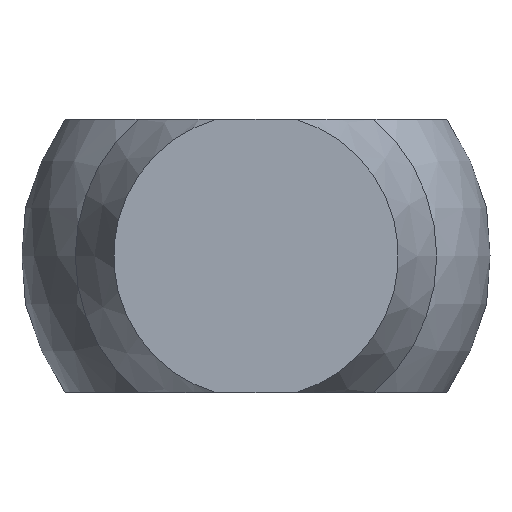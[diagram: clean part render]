
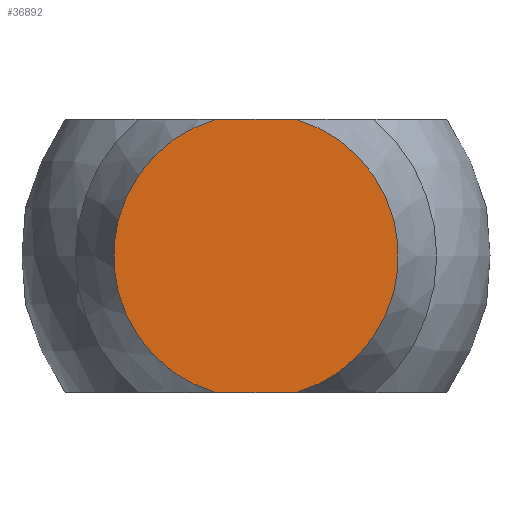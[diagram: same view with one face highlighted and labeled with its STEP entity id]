
A CAD part, left-side view. The second image highlights one B-rep face of the part: STEP entity #36892.
In plain terms, the highlighted planar face has unit normal (-1, 0, 0).
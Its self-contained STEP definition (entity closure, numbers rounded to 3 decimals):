
#722 = PLANE('',#723);
#723 = AXIS2_PLACEMENT_3D('',#724,#725,#726);
#724 = CARTESIAN_POINT('',(0.,-6.25,2.5));
#725 = DIRECTION('',(0.,0.,1.));
#726 = DIRECTION('',(0.,1.,0.));
#33824 = VERTEX_POINT('',#33825);
#33825 = CARTESIAN_POINT('',(-100.,-0.714,2.5));
#33839 = CONICAL_SURFACE('',#33840,2.95,0.391);
#33840 = AXIS2_PLACEMENT_3D('',#33841,#33842,#33843);
#33841 = CARTESIAN_POINT('',(-99.15,0.,0.));
#33842 = DIRECTION('',(1.,0.,0.));
#33843 = DIRECTION('',(0.,-1.,0.));
#34286 = VERTEX_POINT('',#34287);
#34287 = CARTESIAN_POINT('',(-100.,0.714,2.5));
#34301 = CONICAL_SURFACE('',#34302,2.95,0.391);
#34302 = AXIS2_PLACEMENT_3D('',#34303,#34304,#34305);
#34303 = CARTESIAN_POINT('',(-99.15,0.,0.));
#34304 = DIRECTION('',(1.,0.,0.));
#34305 = DIRECTION('',(-0.,1.,0.));
#34335 = EDGE_CURVE('',#34286,#33824,#34336,.T.);
#34336 = SURFACE_CURVE('',#34337,(#34341,#34348),.PCURVE_S1.);
#34337 = LINE('',#34338,#34339);
#34338 = CARTESIAN_POINT('',(-100.,-1.475,2.5));
#34339 = VECTOR('',#34340,1.);
#34340 = DIRECTION('',(0.,-1.,0.));
#34341 = PCURVE('',#722,#34342);
#34342 = DEFINITIONAL_REPRESENTATION('',(#34343),#34347);
#34343 = LINE('',#34344,#34345);
#34344 = CARTESIAN_POINT('',(4.775,100.));
#34345 = VECTOR('',#34346,1.);
#34346 = DIRECTION('',(-1.,0.));
#34347 = ( GEOMETRIC_REPRESENTATION_CONTEXT(2) 
PARAMETRIC_REPRESENTATION_CONTEXT() REPRESENTATION_CONTEXT('2D SPACE',''
  ) );
#34348 = PCURVE('',#34349,#34354);
#34349 = PLANE('',#34350);
#34350 = AXIS2_PLACEMENT_3D('',#34351,#34352,#34353);
#34351 = CARTESIAN_POINT('',(-100.,3.3,0.));
#34352 = DIRECTION('',(-1.,0.,0.));
#34353 = DIRECTION('',(0.,0.,1.));
#34354 = DEFINITIONAL_REPRESENTATION('',(#34355),#34359);
#34355 = LINE('',#34356,#34357);
#34356 = CARTESIAN_POINT('',(2.5,-4.775));
#34357 = VECTOR('',#34358,1.);
#34358 = DIRECTION('',(0.,-1.));
#34359 = ( GEOMETRIC_REPRESENTATION_CONTEXT(2) 
PARAMETRIC_REPRESENTATION_CONTEXT() REPRESENTATION_CONTEXT('2D SPACE',''
  ) );
#35569 = PLANE('',#35570);
#35570 = AXIS2_PLACEMENT_3D('',#35571,#35572,#35573);
#35571 = CARTESIAN_POINT('',(0.,6.25,-2.5));
#35572 = DIRECTION('',(0.,0.,-1.));
#35573 = DIRECTION('',(0.,-1.,0.));
#35934 = VERTEX_POINT('',#35935);
#35935 = CARTESIAN_POINT('',(-100.,-0.714,-2.5));
#35980 = EDGE_CURVE('',#35934,#35981,#35983,.T.);
#35981 = VERTEX_POINT('',#35982);
#35982 = CARTESIAN_POINT('',(-100.,0.714,-2.5));
#35983 = SURFACE_CURVE('',#35984,(#35988,#35995),.PCURVE_S1.);
#35984 = LINE('',#35985,#35986);
#35985 = CARTESIAN_POINT('',(-100.,4.775,-2.5));
#35986 = VECTOR('',#35987,1.);
#35987 = DIRECTION('',(0.,1.,0.));
#35988 = PCURVE('',#35569,#35989);
#35989 = DEFINITIONAL_REPRESENTATION('',(#35990),#35994);
#35990 = LINE('',#35991,#35992);
#35991 = CARTESIAN_POINT('',(1.475,100.));
#35992 = VECTOR('',#35993,1.);
#35993 = DIRECTION('',(-1.,-0.));
#35994 = ( GEOMETRIC_REPRESENTATION_CONTEXT(2) 
PARAMETRIC_REPRESENTATION_CONTEXT() REPRESENTATION_CONTEXT('2D SPACE',''
  ) );
#35995 = PCURVE('',#34349,#35996);
#35996 = DEFINITIONAL_REPRESENTATION('',(#35997),#36001);
#35997 = LINE('',#35998,#35999);
#35998 = CARTESIAN_POINT('',(-2.5,1.475));
#35999 = VECTOR('',#36000,1.);
#36000 = DIRECTION('',(0.,1.));
#36001 = ( GEOMETRIC_REPRESENTATION_CONTEXT(2) 
PARAMETRIC_REPRESENTATION_CONTEXT() REPRESENTATION_CONTEXT('2D SPACE',''
  ) );
#36867 = EDGE_CURVE('',#33824,#35934,#36868,.T.);
#36868 = SURFACE_CURVE('',#36869,(#36874,#36881),.PCURVE_S1.);
#36869 = CIRCLE('',#36870,2.6);
#36870 = AXIS2_PLACEMENT_3D('',#36871,#36872,#36873);
#36871 = CARTESIAN_POINT('',(-100.,0.,0.));
#36872 = DIRECTION('',(1.,0.,0.));
#36873 = DIRECTION('',(0.,-1.,0.));
#36874 = PCURVE('',#33839,#36875);
#36875 = DEFINITIONAL_REPRESENTATION('',(#36876),#36880);
#36876 = LINE('',#36877,#36878);
#36877 = CARTESIAN_POINT('',(-6.283,-0.85));
#36878 = VECTOR('',#36879,1.);
#36879 = DIRECTION('',(1.,0.));
#36880 = ( GEOMETRIC_REPRESENTATION_CONTEXT(2) 
PARAMETRIC_REPRESENTATION_CONTEXT() REPRESENTATION_CONTEXT('2D SPACE',''
  ) );
#36881 = PCURVE('',#34349,#36882);
#36882 = DEFINITIONAL_REPRESENTATION('',(#36883),#36891);
#36883 = ( BOUNDED_CURVE() B_SPLINE_CURVE(2,(#36884,#36885,#36886,#36887
    ,#36888,#36889,#36890),.UNSPECIFIED.,.T.,.F.) 
B_SPLINE_CURVE_WITH_KNOTS((1,2,2,2,2,1),(-2.094,0.,
    2.094,4.189,6.283,8.378),
.UNSPECIFIED.) CURVE() GEOMETRIC_REPRESENTATION_ITEM() 
RATIONAL_B_SPLINE_CURVE((1.,0.5,1.,0.5,1.,0.5,1.)) REPRESENTATION_ITEM(
  '') );
#36884 = CARTESIAN_POINT('',(0.,-5.9));
#36885 = CARTESIAN_POINT('',(-4.503,-5.9));
#36886 = CARTESIAN_POINT('',(-2.252,-2.));
#36887 = CARTESIAN_POINT('',(0.,1.9));
#36888 = CARTESIAN_POINT('',(2.252,-2.));
#36889 = CARTESIAN_POINT('',(4.503,-5.9));
#36890 = CARTESIAN_POINT('',(0.,-5.9));
#36891 = ( GEOMETRIC_REPRESENTATION_CONTEXT(2) 
PARAMETRIC_REPRESENTATION_CONTEXT() REPRESENTATION_CONTEXT('2D SPACE',''
  ) );
#36892 = ADVANCED_FACE('',(#36893),#34349,.T.);
#36893 = FACE_BOUND('',#36894,.T.);
#36894 = EDGE_LOOP('',(#36895,#36896,#36897,#36923));
#36895 = ORIENTED_EDGE('',*,*,#36867,.F.);
#36896 = ORIENTED_EDGE('',*,*,#34335,.F.);
#36897 = ORIENTED_EDGE('',*,*,#36898,.F.);
#36898 = EDGE_CURVE('',#35981,#34286,#36899,.T.);
#36899 = SURFACE_CURVE('',#36900,(#36905,#36916),.PCURVE_S1.);
#36900 = CIRCLE('',#36901,2.6);
#36901 = AXIS2_PLACEMENT_3D('',#36902,#36903,#36904);
#36902 = CARTESIAN_POINT('',(-100.,0.,0.));
#36903 = DIRECTION('',(1.,0.,0.));
#36904 = DIRECTION('',(-0.,1.,0.));
#36905 = PCURVE('',#34349,#36906);
#36906 = DEFINITIONAL_REPRESENTATION('',(#36907),#36915);
#36907 = ( BOUNDED_CURVE() B_SPLINE_CURVE(2,(#36908,#36909,#36910,#36911
    ,#36912,#36913,#36914),.UNSPECIFIED.,.T.,.F.) 
B_SPLINE_CURVE_WITH_KNOTS((1,2,2,2,2,1),(-2.094,0.,
    2.094,4.189,6.283,8.378),
.UNSPECIFIED.) CURVE() GEOMETRIC_REPRESENTATION_ITEM() 
RATIONAL_B_SPLINE_CURVE((1.,0.5,1.,0.5,1.,0.5,1.)) REPRESENTATION_ITEM(
  '') );
#36908 = CARTESIAN_POINT('',(0.,-0.7));
#36909 = CARTESIAN_POINT('',(4.503,-0.7));
#36910 = CARTESIAN_POINT('',(2.252,-4.6));
#36911 = CARTESIAN_POINT('',(0.,-8.5));
#36912 = CARTESIAN_POINT('',(-2.252,-4.6));
#36913 = CARTESIAN_POINT('',(-4.503,-0.7));
#36914 = CARTESIAN_POINT('',(0.,-0.7));
#36915 = ( GEOMETRIC_REPRESENTATION_CONTEXT(2) 
PARAMETRIC_REPRESENTATION_CONTEXT() REPRESENTATION_CONTEXT('2D SPACE',''
  ) );
#36916 = PCURVE('',#34301,#36917);
#36917 = DEFINITIONAL_REPRESENTATION('',(#36918),#36922);
#36918 = LINE('',#36919,#36920);
#36919 = CARTESIAN_POINT('',(-6.283,-0.85));
#36920 = VECTOR('',#36921,1.);
#36921 = DIRECTION('',(1.,0.));
#36922 = ( GEOMETRIC_REPRESENTATION_CONTEXT(2) 
PARAMETRIC_REPRESENTATION_CONTEXT() REPRESENTATION_CONTEXT('2D SPACE',''
  ) );
#36923 = ORIENTED_EDGE('',*,*,#35980,.F.);
